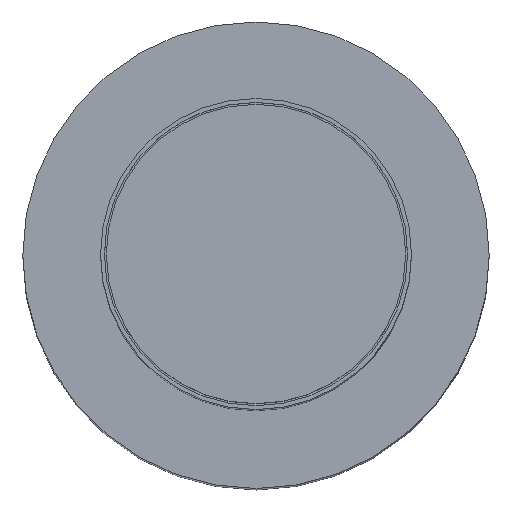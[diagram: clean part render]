
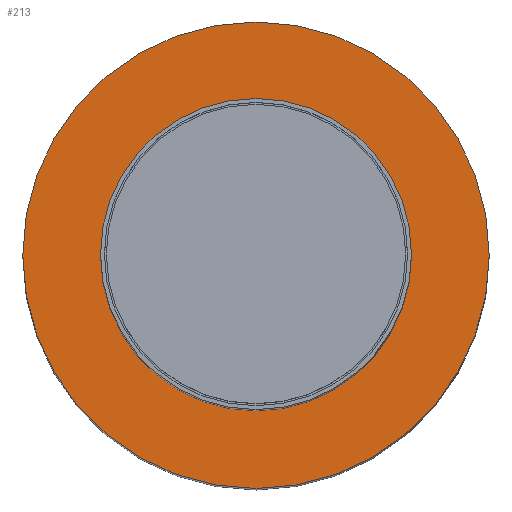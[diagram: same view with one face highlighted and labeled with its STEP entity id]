
A CAD part, top view. The second image highlights one B-rep face of the part: STEP entity #213.
In plain terms, the highlighted planar face has unit normal (0, 0, 1).
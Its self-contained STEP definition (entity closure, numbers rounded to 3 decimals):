
#5=CARTESIAN_POINT('',(0.,0.,-9.));
#6=DIRECTION('',(0.,0.,1.));
#7=DIRECTION('',(1.,0.,0.));
#8=AXIS2_PLACEMENT_3D('',#5,#6,#7);
#10=CARTESIAN_POINT('',(0.,0.,-9.));
#11=DIRECTION('',(0.,0.,1.));
#12=DIRECTION('',(-1.,0.,0.));
#13=AXIS2_PLACEMENT_3D('',#10,#11,#12);
#15=CARTESIAN_POINT('',(0.,0.,-9.));
#16=DIRECTION('',(0.,0.,-1.));
#17=DIRECTION('',(-1.,0.,0.));
#18=AXIS2_PLACEMENT_3D('',#15,#16,#17);
#20=CARTESIAN_POINT('',(0.,0.,-9.));
#21=DIRECTION('',(0.,0.,-1.));
#22=DIRECTION('',(1.,0.,0.));
#23=AXIS2_PLACEMENT_3D('',#20,#21,#22);
#167=CARTESIAN_POINT('',(2.,0.,-9.));
#168=CARTESIAN_POINT('',(-2.,0.,-9.));
#169=VERTEX_POINT('',#167);
#170=VERTEX_POINT('',#168);
#171=CARTESIAN_POINT('',(-3.,0.,-9.));
#172=CARTESIAN_POINT('',(3.,0.,-9.));
#173=VERTEX_POINT('',#171);
#174=VERTEX_POINT('',#172);
#197=CARTESIAN_POINT('',(-3.12,3.123,-9.));
#198=DIRECTION('',(0.,0.,-1.));
#199=DIRECTION('',(1.,0.,0.));
#200=AXIS2_PLACEMENT_3D('',#197,#198,#199);
#201=PLANE('',#200);
#202=ORIENTED_EDGE('',*,*,#186,.F.);
#204=ORIENTED_EDGE('',*,*,#203,.F.);
#205=EDGE_LOOP('',(#202,#204));
#206=FACE_OUTER_BOUND('',#205,.F.);
#208=ORIENTED_EDGE('',*,*,#207,.F.);
#210=ORIENTED_EDGE('',*,*,#209,.F.);
#211=EDGE_LOOP('',(#208,#210));
#212=FACE_BOUND('',#211,.F.);
#213=ADVANCED_FACE('',(#206,#212),#201,.F.);
#9=CIRCLE('',#8,3.);
#14=CIRCLE('',#13,3.);
#19=CIRCLE('',#18,2.);
#24=CIRCLE('',#23,2.);
#186=EDGE_CURVE('',#174,#173,#9,.T.);
#203=EDGE_CURVE('',#173,#174,#14,.T.);
#207=EDGE_CURVE('',#170,#169,#19,.T.);
#209=EDGE_CURVE('',#169,#170,#24,.T.);
